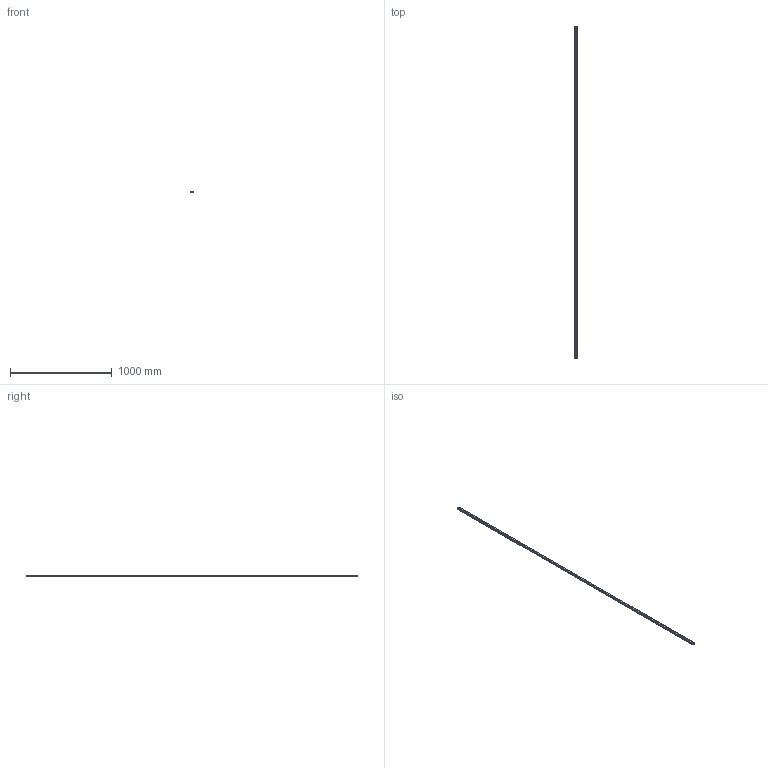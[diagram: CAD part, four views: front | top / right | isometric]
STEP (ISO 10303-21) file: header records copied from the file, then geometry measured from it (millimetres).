
FILE_DESCRIPTION(('STEP AP214'),'1');
FILE_NAME('cctmp_E92B2C34-8A80-4E7A-9CF1-89808BA15630_2021_02_09_15_18_32_0096..stp','2021-02-09T14:18:32',('HIWIN GmbH'),('CADClick - www.CADClick.com'),'Spatial InterOp 3D',' ','unknown authorization');
FILE_SCHEMA(('AUTOMOTIVE_DESIGN'));
Length unit declared in the file: millimetre
Products named in the file (1): EGR25R3270C_FILE
Bounding box: 23 x 3270 x 18 mm (x, y, z)
Volume: 1124132.2 mm3; surface area: 304075.7 mm2
Topology: 1 solids, 1 shells, 765 faces, 1947 edges, 1298 vertices
Faces by surface type: plane 415, cylinder 350
Entity records: 29865 total; most frequent: DIRECTION 4619, CARTESIAN_POINT 4011, ORIENTED_EDGE 3894, EDGE_CURVE 1947, AXIS2_PLACEMENT_3D 1906, VERTEX_POINT 1298, CIRCLE 920, EDGE_LOOP 879
